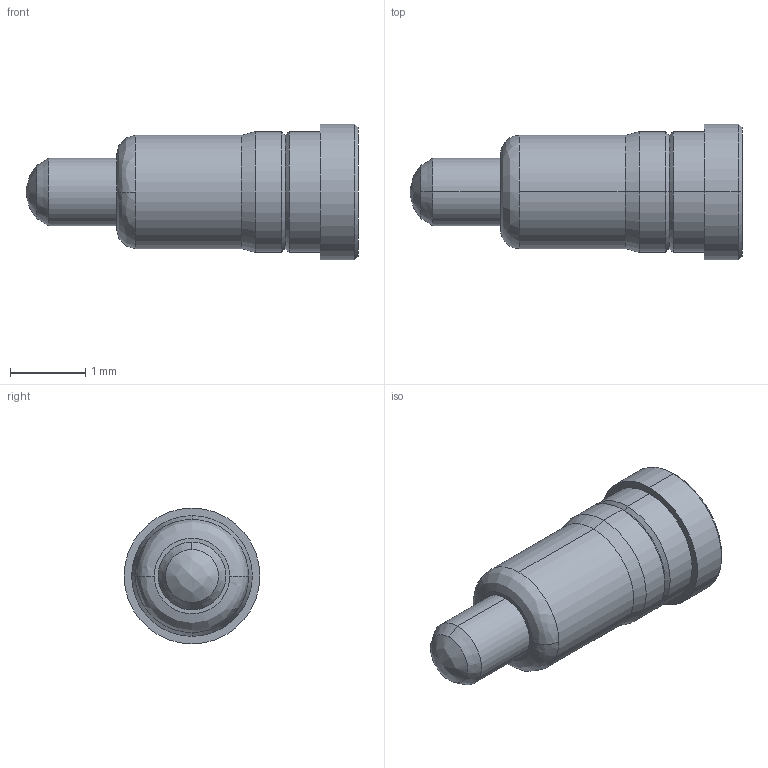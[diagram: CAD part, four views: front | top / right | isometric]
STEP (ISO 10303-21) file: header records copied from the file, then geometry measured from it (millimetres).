
FILE_DESCRIPTION (( 'STEP AP203' ), '1' );
FILE_NAME ('J-3212PF-1-00-0000.STEP', '2023-06-14T13:20:13', ( '' ), ( '' ), 'SwSTEP 2.0', 'SolidWorks 2020', '' );
FILE_SCHEMA (( 'CONFIG_CONTROL_DESIGN' ));
Length unit declared in the file: millimetre
Products named in the file (1): J-3212PF-1-00-0000
Bounding box: 4.4 x 1.8 x 1.8 mm (x, y, z)
Volume: 6.9 mm3; surface area: 23 mm2
Topology: 1 solids, 1 shells, 26 faces, 52 edges, 30 vertices
Faces by surface type: cylinder 10, cone 10, bspline 3, plane 3
Entity records: 784 total; most frequent: CARTESIAN_POINT 160, DIRECTION 128, ORIENTED_EDGE 104, AXIS2_PLACEMENT_3D 54, EDGE_CURVE 52, VERTEX_POINT 30, CIRCLE 30, EDGE_LOOP 28
